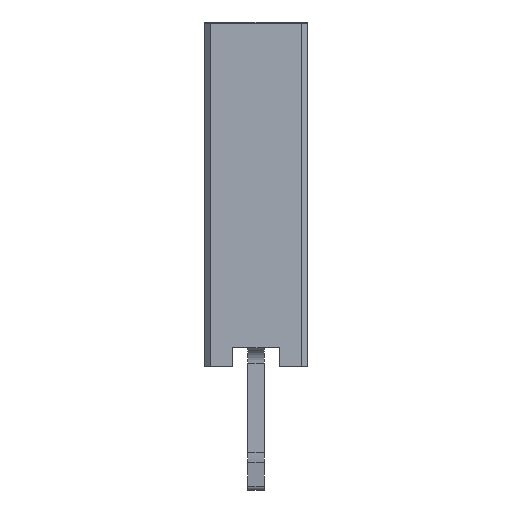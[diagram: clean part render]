
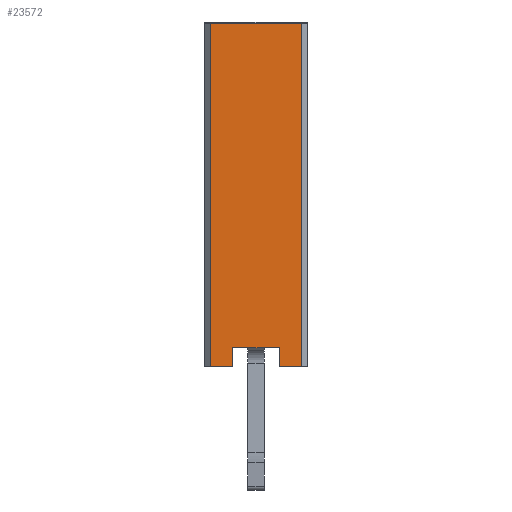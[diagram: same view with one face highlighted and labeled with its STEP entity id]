
A CAD part, left-side view. The second image highlights one B-rep face of the part: STEP entity #23572.
In plain terms, the highlighted planar face has unit normal (-1, 0, 0).
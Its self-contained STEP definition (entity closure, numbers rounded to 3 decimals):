
#2166=FACE_OUTER_BOUND('',#3481,.T.);
#3481=EDGE_LOOP('',(#18775,#18776,#18777,#18778,#18779,#18780,#18781,#18782));
#5468=LINE('',#41945,#7942);
#5561=LINE('',#42131,#8035);
#5562=LINE('',#42134,#8036);
#5585=LINE('',#42179,#8059);
#5607=LINE('',#42223,#8081);
#5768=LINE('',#42577,#8242);
#5770=LINE('',#42581,#8244);
#5771=LINE('',#42582,#8245);
#7942=VECTOR('',#28810,1.);
#8035=VECTOR('',#28943,1.);
#8036=VECTOR('',#28946,1.);
#8059=VECTOR('',#28971,1.);
#8081=VECTOR('',#28995,1.);
#8242=VECTOR('',#29352,1.);
#8244=VECTOR('',#29356,1.);
#8245=VECTOR('',#29357,1.);
#10317=VERTEX_POINT('',#41942);
#10318=VERTEX_POINT('',#41944);
#10391=VERTEX_POINT('',#42129);
#10392=VERTEX_POINT('',#42133);
#10413=VERTEX_POINT('',#42177);
#10434=VERTEX_POINT('',#42221);
#10529=VERTEX_POINT('',#42576);
#10530=VERTEX_POINT('',#42580);
#13064=EDGE_CURVE('',#10318,#10317,#5468,.T.);
#13157=EDGE_CURVE('',#10318,#10391,#5561,.T.);
#13158=EDGE_CURVE('',#10392,#10391,#5562,.T.);
#13181=EDGE_CURVE('',#10317,#10413,#5585,.T.);
#13203=EDGE_CURVE('',#10413,#10434,#5607,.T.);
#13380=EDGE_CURVE('',#10529,#10392,#5768,.T.);
#13382=EDGE_CURVE('',#10530,#10434,#5770,.T.);
#13383=EDGE_CURVE('',#10530,#10529,#5771,.T.);
#18775=ORIENTED_EDGE('',*,*,#13382,.F.);
#18776=ORIENTED_EDGE('',*,*,#13383,.T.);
#18777=ORIENTED_EDGE('',*,*,#13380,.T.);
#18778=ORIENTED_EDGE('',*,*,#13158,.T.);
#18779=ORIENTED_EDGE('',*,*,#13157,.F.);
#18780=ORIENTED_EDGE('',*,*,#13064,.T.);
#18781=ORIENTED_EDGE('',*,*,#13181,.T.);
#18782=ORIENTED_EDGE('',*,*,#13203,.T.);
#21287=PLANE('',#25021);
#23572=ADVANCED_FACE('',(#2166),#21287,.F.);
#25021=AXIS2_PLACEMENT_3D('',#42579,#29354,#29355);
#28810=DIRECTION('',(0.,-1.,0.));
#28943=DIRECTION('',(0.,0.,-1.));
#28946=DIRECTION('',(0.,-1.,0.));
#28971=DIRECTION('',(0.,0.,-1.));
#28995=DIRECTION('',(0.,-1.,0.));
#29352=DIRECTION('',(0.,0.,-1.));
#29354=DIRECTION('center_axis',(1.,0.,0.));
#29355=DIRECTION('ref_axis',(0.,0.,-1.));
#29356=DIRECTION('',(0.,0.,-1.));
#29357=DIRECTION('',(0.,1.,0.));
#41942=CARTESIAN_POINT('',(-10.16,-0.57,0.5));
#41944=CARTESIAN_POINT('',(-10.16,0.57,0.5));
#41945=CARTESIAN_POINT('',(-10.16,1.12,0.5));
#42129=CARTESIAN_POINT('',(-10.16,0.57,0.03));
#42131=CARTESIAN_POINT('',(-10.16,0.57,0.5));
#42133=CARTESIAN_POINT('',(-10.16,1.12,0.03));
#42134=CARTESIAN_POINT('',(-10.16,1.12,0.03));
#42177=CARTESIAN_POINT('',(-10.16,-0.57,0.03));
#42179=CARTESIAN_POINT('',(-10.16,-0.57,0.5));
#42221=CARTESIAN_POINT('',(-10.16,-1.12,0.03));
#42223=CARTESIAN_POINT('',(-10.16,-0.57,0.03));
#42576=CARTESIAN_POINT('',(-10.16,1.12,8.47));
#42577=CARTESIAN_POINT('',(-10.16,1.12,6.));
#42579=CARTESIAN_POINT('Origin',(-10.16,1.12,6.));
#42580=CARTESIAN_POINT('',(-10.16,-1.12,8.47));
#42581=CARTESIAN_POINT('',(-10.16,-1.12,6.));
#42582=CARTESIAN_POINT('',(-10.16,1.12,8.47));
